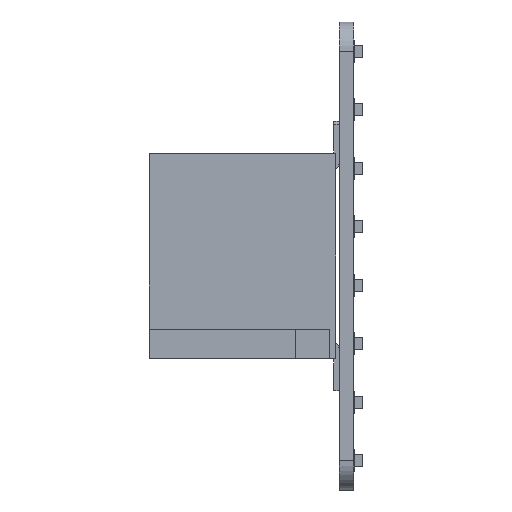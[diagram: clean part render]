
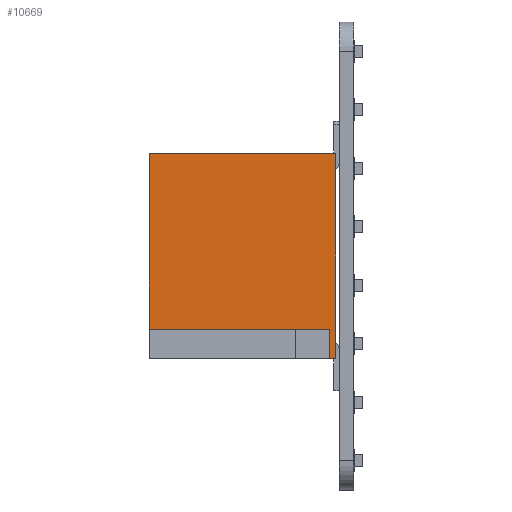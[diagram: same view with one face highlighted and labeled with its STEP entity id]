
A CAD part, left-side view. The second image highlights one B-rep face of the part: STEP entity #10669.
In plain terms, the highlighted planar face has unit normal (-1, 0, 0).
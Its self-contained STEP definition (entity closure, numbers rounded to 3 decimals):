
#332 = LINE ( 'NONE', #32957, #10487 ) ;
#1303 = EDGE_CURVE ( 'NONE', #21740, #21622, #51266, .T. ) ;
#2114 = DIRECTION ( 'NONE',  ( 1., 0., 0. ) ) ;
#3038 = VERTEX_POINT ( 'NONE', #9803 ) ;
#3330 = CARTESIAN_POINT ( 'NONE',  ( 24.635, 43.173, 59.516 ) ) ;
#4455 = ORIENTED_EDGE ( 'NONE', *, *, #22918, .F. ) ;
#4915 = VECTOR ( 'NONE', #23405, 1000. ) ;
#6433 = EDGE_CURVE ( 'NONE', #9273, #20032, #332, .T. ) ;
#6650 = CARTESIAN_POINT ( 'NONE',  ( 24.635, 43.573, 45.516 ) ) ;
#7306 = DIRECTION ( 'NONE',  ( 0., -1., 0. ) ) ;
#9273 = VERTEX_POINT ( 'NONE', #20173 ) ;
#9803 = CARTESIAN_POINT ( 'NONE',  ( 24.635, 55.923, 59.516 ) ) ;
#10487 = VECTOR ( 'NONE', #45952, 1000. ) ;
#10660 = PLANE ( 'NONE',  #43020 ) ;
#10669 = ADVANCED_FACE ( 'NONE', ( #14147 ), #10660, .F. ) ;
#13260 = EDGE_CURVE ( 'NONE', #18841, #21740, #34727, .T. ) ;
#14147 = FACE_OUTER_BOUND ( 'NONE', #33597, .T. ) ;
#16218 = ORIENTED_EDGE ( 'NONE', *, *, #6433, .T. ) ;
#16809 = VECTOR ( 'NONE', #30832, 1000. ) ;
#16844 = EDGE_CURVE ( 'NONE', #21622, #9273, #17834, .T. ) ;
#17834 = LINE ( 'NONE', #18847, #4915 ) ;
#18151 = ORIENTED_EDGE ( 'NONE', *, *, #13260, .T. ) ;
#18841 = VERTEX_POINT ( 'NONE', #26483 ) ;
#18847 = CARTESIAN_POINT ( 'NONE',  ( 24.635, 55.923, 45.516 ) ) ;
#19244 = ORIENTED_EDGE ( 'NONE', *, *, #16844, .T. ) ;
#20032 = VERTEX_POINT ( 'NONE', #3330 ) ;
#20173 = CARTESIAN_POINT ( 'NONE',  ( 24.635, 43.173, 45.516 ) ) ;
#20197 = CARTESIAN_POINT ( 'NONE',  ( 24.635, 55.923, 59.516 ) ) ;
#20594 = EDGE_CURVE ( 'NONE', #3038, #20032, #42958, .T. ) ;
#21622 = VERTEX_POINT ( 'NONE', #6650 ) ;
#21740 = VERTEX_POINT ( 'NONE', #41929 ) ;
#22150 = VECTOR ( 'NONE', #30263, 1000. ) ;
#22918 = EDGE_CURVE ( 'NONE', #18841, #3038, #55177, .T. ) ;
#23310 = VECTOR ( 'NONE', #28583, 1000. ) ;
#23405 = DIRECTION ( 'NONE',  ( 0., -1., 0. ) ) ;
#26483 = CARTESIAN_POINT ( 'NONE',  ( 24.635, 55.923, 47.516 ) ) ;
#27914 = ORIENTED_EDGE ( 'NONE', *, *, #20594, .F. ) ;
#28101 = CARTESIAN_POINT ( 'NONE',  ( 24.635, 55.923, 59.516 ) ) ;
#28583 = DIRECTION ( 'NONE',  ( 0., -1., 0. ) ) ;
#30263 = DIRECTION ( 'NONE',  ( 0., 0., 1. ) ) ;
#30832 = DIRECTION ( 'NONE',  ( 0., 0., -1. ) ) ;
#31536 = VECTOR ( 'NONE', #7306, 1000. ) ;
#32391 = DIRECTION ( 'NONE',  ( 0., 0., -1. ) ) ;
#32957 = CARTESIAN_POINT ( 'NONE',  ( 24.635, 43.173, 59.516 ) ) ;
#33597 = EDGE_LOOP ( 'NONE', ( #4455, #18151, #39416, #19244, #16218, #27914 ) ) ;
#34727 = LINE ( 'NONE', #41403, #23310 ) ;
#39416 = ORIENTED_EDGE ( 'NONE', *, *, #1303, .T. ) ;
#41403 = CARTESIAN_POINT ( 'NONE',  ( 24.635, 45.923, 47.516 ) ) ;
#41929 = CARTESIAN_POINT ( 'NONE',  ( 24.635, 43.573, 47.516 ) ) ;
#42958 = LINE ( 'NONE', #20197, #31536 ) ;
#43020 = AXIS2_PLACEMENT_3D ( 'NONE', #28101, #2114, #32391 ) ;
#45952 = DIRECTION ( 'NONE',  ( 0., 0., 1. ) ) ;
#51266 = LINE ( 'NONE', #52341, #16809 ) ;
#52341 = CARTESIAN_POINT ( 'NONE',  ( 24.635, 43.573, 49.942 ) ) ;
#55177 = LINE ( 'NONE', #56075, #22150 ) ;
#56075 = CARTESIAN_POINT ( 'NONE',  ( 24.635, 55.923, 59.516 ) ) ;
